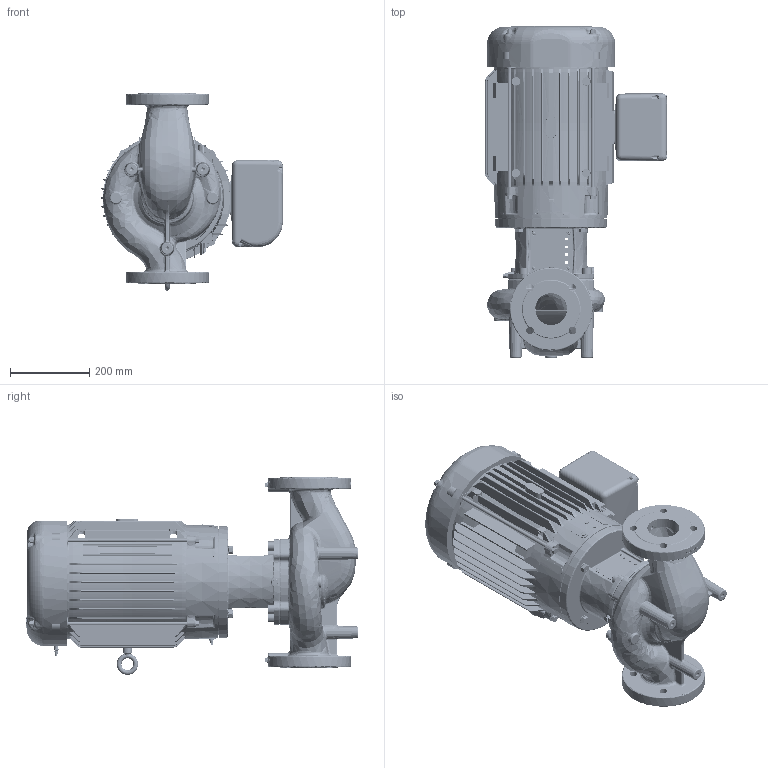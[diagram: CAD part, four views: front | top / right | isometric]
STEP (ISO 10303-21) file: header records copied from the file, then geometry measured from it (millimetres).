
FILE_DESCRIPTION(/* description */ (''),/* implementation_level */ '2;1');
FILE_NAME(/* name */ '2714703 - PUMP IL3 150_600-2-S1E 460V_3_60 TEFC_Shrinkwrap_1.stp',/* time_stamp */ '2022-03-24T14:19:37-05:00',/* author */ ('faliszekte'),/* organization */ (''),/* preprocessor_version */ 'ST-DEVELOPER v18.1',/* originating_system */ 'Autodesk Inventor 2021',/* authorisation */ '');
FILE_SCHEMA (('AUTOMOTIVE_DESIGN { 1 0 10303 214 3 1 1 }'));
Products named in the file (1): 2714703 - PUMP IL3 150_600-2-S1E 460V_3_60 TEFC_Shrinkwrap_1
Bounding box: 462.51 x 840.11 x 500.54 mm (x, y, z)
Surface area: 2060135.3 mm2 (no closed solid volume)
Topology: 0 solids, 52 shells, 3334 faces, 10177 edges, 6580 vertices
Faces by surface type: plane 1109, bspline 714, cylinder 702, cone 470, torus 275, sphere 64
Full cylindrical faces by diameter (mm): 3.768 x1, 6.756 x1, 8.141 x10, 8.179 x8, 8.6 x2, 9 x8, 9.652 x16, 10.11 x3, 10.287 x1, 10.369 x1, 10.445 x1, 11 x8, 11.1 x1, 12.7 x68, 13.208 x4, 13.495 x2, 19 x8, 23.114 x1, 23.812 x4, 33 x1, 39.05 x1, 41.262 x1, 52.337 x1, 115.05 x1, 209.55 x2, 266.662 x1, 281.788 x1
Entity records: 218547 total; most frequent: CARTESIAN_POINT 131459, ORIENTED_EDGE 18120, DIRECTION 16214, EDGE_CURVE 10093, VERTEX_POINT 6580, AXIS2_PLACEMENT_3D 6315, LINE 3584, VECTOR 3584
